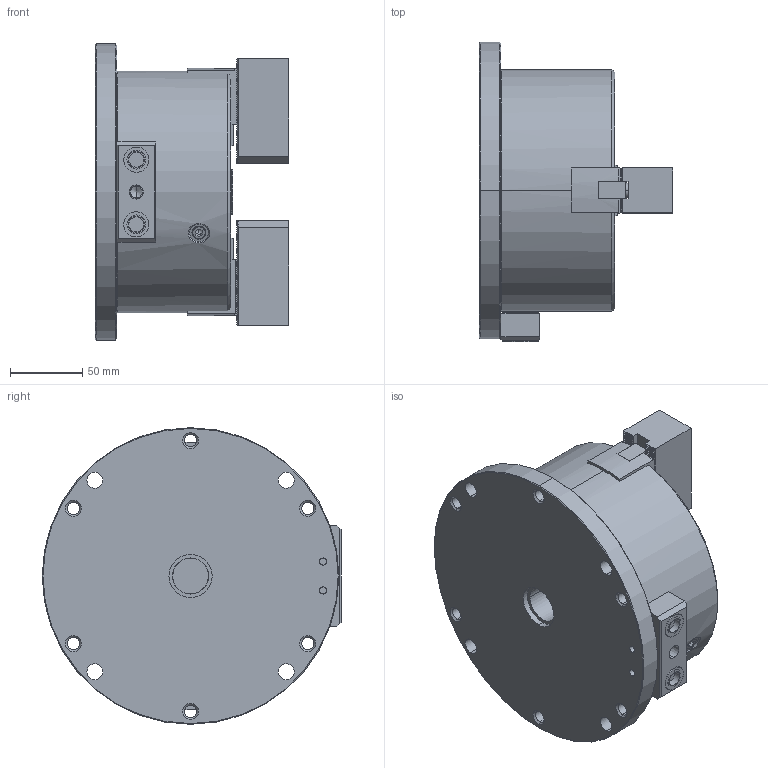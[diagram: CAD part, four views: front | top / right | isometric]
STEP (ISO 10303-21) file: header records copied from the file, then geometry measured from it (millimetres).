
FILE_DESCRIPTION (( 'STEP AP203' ), '1' );
FILE_NAME ('CF-SP-206.STEP', '2023-06-29T01:34:09', ( '' ), ( '' ), 'SwSTEP 2.0', 'SolidWorks 2020', '' );
FILE_SCHEMA (( 'CONFIG_CONTROL_DESIGN' ));
Length unit declared in the file: millimetre
Products named in the file (17): CF-SP-206-01000; CF-3H-206-04000(T型塊); 錐平頭六角孔螺栓_M3x6; CF-SP-306-03010; SJ-06; 塑膠管塞_PT1_4; CF-SP-306-06010; M6黃油嘴; CF-SP-206; CF-SP-206-04000; 圓頭內六角螺栓_M6x30; CF-SP-306-08000; 圓頭內六角螺栓_M5x10; CF-SP-306-09000; 圓頭內六角螺栓_M10x25; CF-SU-308-07000; 油管塞頭_PT 1_8
Assembly tree (31 placements, depth 2):
  CF-SP-206
    CF-SP-206-01000
    CF-SP-306-03010  x2
    CF-SP-306-06010
    CF-SP-206-04000
    CF-SP-306-08000
    CF-SP-306-09000  x2
    CF-SU-308-07000
    CF-3H-206-04000(T型塊)  x2
    SJ-06  x2
    M6黃油嘴
    圓頭內六角螺栓_M6x30  x2
    圓頭內六角螺栓_M5x10  x4
    圓頭內六角螺栓_M10x25  x4
    油管塞頭_PT 1_8
    錐平頭六角孔螺栓_M3x6  x4
    塑膠管塞_PT1_4  x2
Bounding box: 134.3 x 208 x 206 mm (x, y, z)
Volume: 2346951.8 mm3; surface area: 301987.3 mm2
Topology: 32 solids, 32 shells, 2086 faces, 5712 edges, 3688 vertices
Faces by surface type: plane 1339, cylinder 522, cone 206, torus 13, sphere 6
Entity records: 37509 total; most frequent: CARTESIAN_POINT 7439, ORIENTED_EDGE 6044, DIRECTION 5530, EDGE_CURVE 3022, LINE 2118, VECTOR 2118, VERTEX_POINT 1969, AXIS2_PLACEMENT_3D 1706
